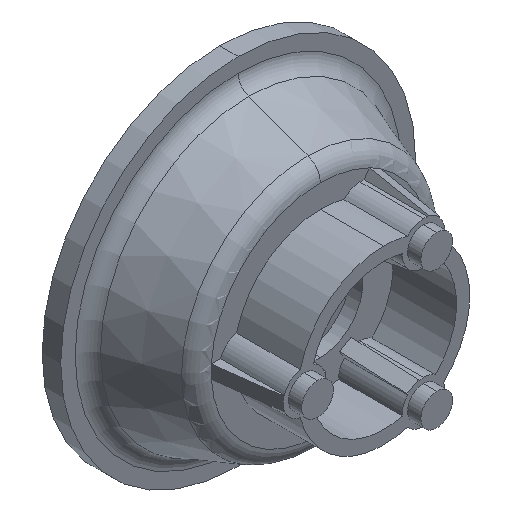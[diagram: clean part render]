
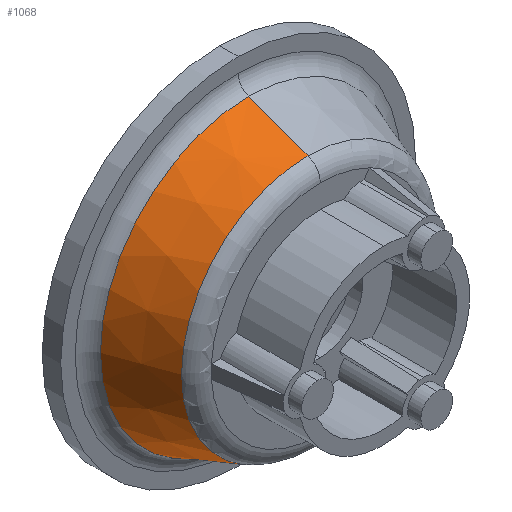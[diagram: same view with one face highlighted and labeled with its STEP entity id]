
A CAD part, isometric view. The second image highlights one B-rep face of the part: STEP entity #1068.
In plain terms, the highlighted conical face has half-angle 20 degrees and reference radius 27.968 mm.
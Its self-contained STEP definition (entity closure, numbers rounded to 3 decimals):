
#12 = VERTEX_POINT ( 'NONE', #91 ) ;
#67 = EDGE_CURVE ( 'NONE', #2341, #1231, #2083, .T. ) ;
#90 = LINE ( 'NONE', #2173, #1202 ) ;
#91 = CARTESIAN_POINT ( 'NONE',  ( 0., 11.026, 27.968 ) ) ;
#143 = DIRECTION ( 'NONE',  ( 0., 1., 0. ) ) ;
#157 = CONICAL_SURFACE ( 'NONE', #294, 27.968, 0.349 ) ;
#276 = DIRECTION ( 'NONE',  ( 0., 1., 0. ) ) ;
#294 = AXIS2_PLACEMENT_3D ( 'NONE', #1288, #1194, #1026 ) ;
#330 = FACE_OUTER_BOUND ( 'NONE', #1753, .T. ) ;
#480 = CIRCLE ( 'NONE', #894, 27.968 ) ;
#493 = CARTESIAN_POINT ( 'NONE',  ( 0., -0.197, 0. ) ) ;
#554 = DIRECTION ( 'NONE',  ( 0., 0.94, 0.342 ) ) ;
#894 = AXIS2_PLACEMENT_3D ( 'NONE', #1159, #143, #1545 ) ;
#939 = CARTESIAN_POINT ( 'NONE',  ( 0., 11.026, -27.968 ) ) ;
#1004 = ORIENTED_EDGE ( 'NONE', *, *, #2443, .F. ) ;
#1026 = DIRECTION ( 'NONE',  ( 0., 0., 1. ) ) ;
#1068 = ADVANCED_FACE ( 'NONE', ( #330 ), #157, .T. ) ;
#1149 = AXIS2_PLACEMENT_3D ( 'NONE', #493, #276, #1474 ) ;
#1150 = CARTESIAN_POINT ( 'NONE',  ( 0., 11.026, 27.968 ) ) ;
#1159 = CARTESIAN_POINT ( 'NONE',  ( 0., 11.026, 0. ) ) ;
#1194 = DIRECTION ( 'NONE',  ( 0., 1., 0. ) ) ;
#1202 = VECTOR ( 'NONE', #1985, 1000. ) ;
#1231 = VERTEX_POINT ( 'NONE', #2123 ) ;
#1252 = ORIENTED_EDGE ( 'NONE', *, *, #67, .T. ) ;
#1288 = CARTESIAN_POINT ( 'NONE',  ( 0., 11.026, 0. ) ) ;
#1304 = ORIENTED_EDGE ( 'NONE', *, *, #2473, .T. ) ;
#1467 = VECTOR ( 'NONE', #554, 1000. ) ;
#1468 = EDGE_CURVE ( 'NONE', #2341, #1972, #90, .T. ) ;
#1474 = DIRECTION ( 'NONE',  ( 0., 0., 1. ) ) ;
#1545 = DIRECTION ( 'NONE',  ( 0., 0., 1. ) ) ;
#1753 = EDGE_LOOP ( 'NONE', ( #2239, #1252, #1304, #1004 ) ) ;
#1865 = CARTESIAN_POINT ( 'NONE',  ( 0., -0.197, -23.883 ) ) ;
#1937 = LINE ( 'NONE', #1150, #1467 ) ;
#1972 = VERTEX_POINT ( 'NONE', #939 ) ;
#1985 = DIRECTION ( 'NONE',  ( 0., 0.94, -0.342 ) ) ;
#2083 = CIRCLE ( 'NONE', #1149, 23.883 ) ;
#2123 = CARTESIAN_POINT ( 'NONE',  ( 0., -0.197, 23.883 ) ) ;
#2173 = CARTESIAN_POINT ( 'NONE',  ( 0., 11.026, -27.968 ) ) ;
#2239 = ORIENTED_EDGE ( 'NONE', *, *, #1468, .F. ) ;
#2341 = VERTEX_POINT ( 'NONE', #1865 ) ;
#2443 = EDGE_CURVE ( 'NONE', #1972, #12, #480, .T. ) ;
#2473 = EDGE_CURVE ( 'NONE', #1231, #12, #1937, .T. ) ;
